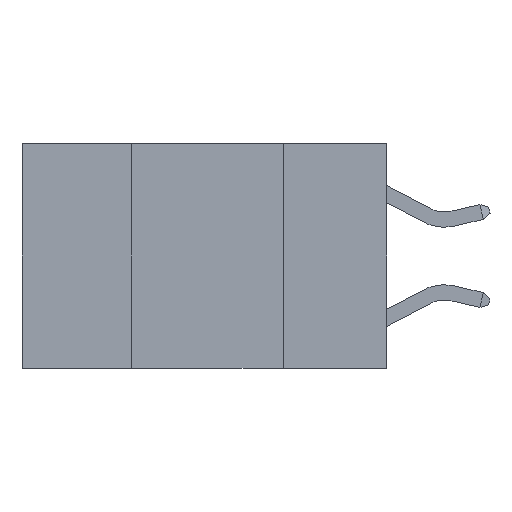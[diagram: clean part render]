
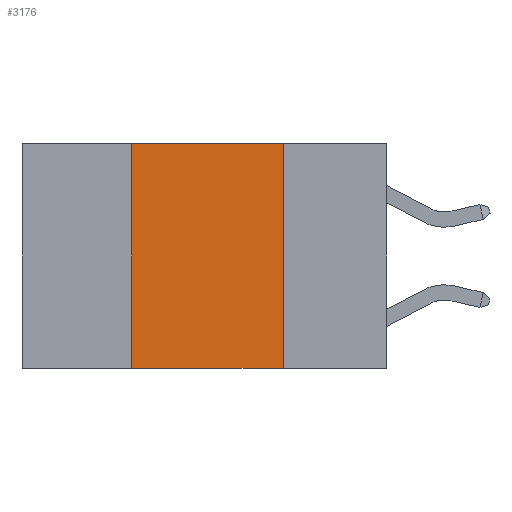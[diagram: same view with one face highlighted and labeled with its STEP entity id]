
A CAD part, left-side view. The second image highlights one B-rep face of the part: STEP entity #3176.
In plain terms, the highlighted planar face has unit normal (-1, 0, 0).
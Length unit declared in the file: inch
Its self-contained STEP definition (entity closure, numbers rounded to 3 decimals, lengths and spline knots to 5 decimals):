
#1134 = EDGE_CURVE ( 'NONE', #3933, #21064, #4170, .T. ) ;
#1231 = VECTOR ( 'NONE', #30205, 39.37008 ) ;
#1260 = PLANE ( 'NONE',  #26680 ) ;
#2330 = ORIENTED_EDGE ( 'NONE', *, *, #18963, .F. ) ;
#2471 = CARTESIAN_POINT ( 'NONE',  ( 0., 0.42, 0. ) ) ;
#3176 = ADVANCED_FACE ( 'NONE', ( #7208 ), #1260, .F. ) ;
#3738 = DIRECTION ( 'NONE',  ( 0., 0., -1. ) ) ;
#3839 = VECTOR ( 'NONE', #23412, 39.37008 ) ;
#3933 = VERTEX_POINT ( 'NONE', #19051 ) ;
#4170 = LINE ( 'NONE', #15079, #3839 ) ;
#7208 = FACE_OUTER_BOUND ( 'NONE', #19142, .T. ) ;
#11044 = DIRECTION ( 'NONE',  ( 1., 0., 0. ) ) ;
#12211 = DIRECTION ( 'NONE',  ( 0., 0., 1. ) ) ;
#12315 = CARTESIAN_POINT ( 'NONE',  ( 0., 0.17, -0.37 ) ) ;
#13803 = ORIENTED_EDGE ( 'NONE', *, *, #1134, .F. ) ;
#15079 = CARTESIAN_POINT ( 'NONE',  ( 0., 0.17, 0. ) ) ;
#15337 = ORIENTED_EDGE ( 'NONE', *, *, #22976, .F. ) ;
#15811 = CARTESIAN_POINT ( 'NONE',  ( 0., 0.6, -0.37 ) ) ;
#18385 = VECTOR ( 'NONE', #12211, 39.37008 ) ;
#18466 = CARTESIAN_POINT ( 'NONE',  ( 0., 0.42, -0.37 ) ) ;
#18963 = EDGE_CURVE ( 'NONE', #19659, #3933, #25899, .T. ) ;
#19051 = CARTESIAN_POINT ( 'NONE',  ( 0., 0.17, 0. ) ) ;
#19142 = EDGE_LOOP ( 'NONE', ( #13803, #2330, #15337, #28883 ) ) ;
#19346 = CARTESIAN_POINT ( 'NONE',  ( 0., 0.42, 0. ) ) ;
#19659 = VERTEX_POINT ( 'NONE', #19346 ) ;
#19955 = LINE ( 'NONE', #15811, #1231 ) ;
#21064 = VERTEX_POINT ( 'NONE', #12315 ) ;
#21360 = EDGE_CURVE ( 'NONE', #29838, #21064, #19955, .T. ) ;
#22976 = EDGE_CURVE ( 'NONE', #29838, #19659, #24033, .T. ) ;
#23412 = DIRECTION ( 'NONE',  ( 0., 0., -1. ) ) ;
#23798 = DIRECTION ( 'NONE',  ( 0., -1., 0. ) ) ;
#24033 = LINE ( 'NONE', #2471, #18385 ) ;
#24399 = VECTOR ( 'NONE', #23798, 39.37008 ) ;
#25899 = LINE ( 'NONE', #26208, #24399 ) ;
#26208 = CARTESIAN_POINT ( 'NONE',  ( 0., 0.6, 0. ) ) ;
#26680 = AXIS2_PLACEMENT_3D ( 'NONE', #30325, #11044, #3738 ) ;
#28883 = ORIENTED_EDGE ( 'NONE', *, *, #21360, .T. ) ;
#29838 = VERTEX_POINT ( 'NONE', #18466 ) ;
#30205 = DIRECTION ( 'NONE',  ( 0., -1., 0. ) ) ;
#30325 = CARTESIAN_POINT ( 'NONE',  ( 0., 0.6, 0. ) ) ;
